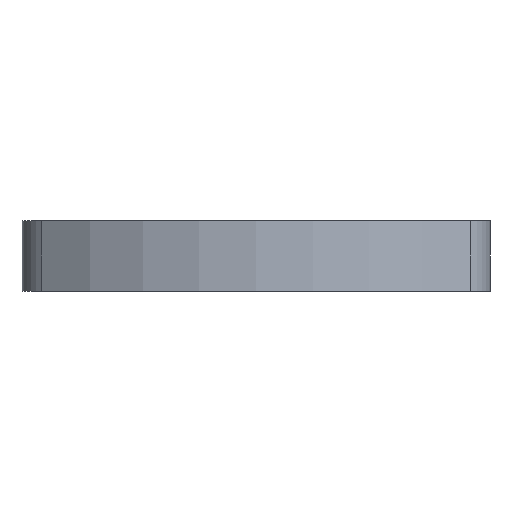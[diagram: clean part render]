
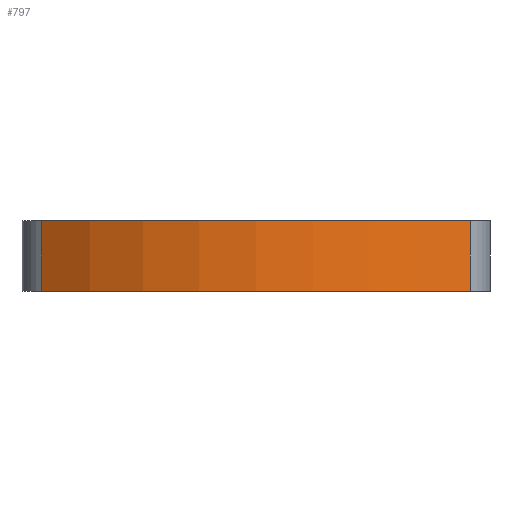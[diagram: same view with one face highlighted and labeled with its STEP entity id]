
A CAD part, front view. The second image highlights one B-rep face of the part: STEP entity #797.
In plain terms, the highlighted cylindrical face has radius 70 mm (diameter 140 mm), a partial arc.
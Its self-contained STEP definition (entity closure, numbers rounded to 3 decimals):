
#14 = ORIENTED_EDGE ( 'NONE', *, *, #204, .T. ) ;
#22 = CARTESIAN_POINT ( 'NONE',  ( 42.615, -27.534, 14. ) ) ;
#48 = EDGE_CURVE ( 'NONE', #733, #809, #397, .T. ) ;
#61 = VERTEX_POINT ( 'NONE', #487 ) ;
#67 = CARTESIAN_POINT ( 'NONE',  ( 0., 28., 0. ) ) ;
#114 = LINE ( 'NONE', #22, #505 ) ;
#176 = CARTESIAN_POINT ( 'NONE',  ( 0., 28., 14. ) ) ;
#204 = EDGE_CURVE ( 'NONE', #733, #737, #283, .T. ) ;
#251 = EDGE_CURVE ( 'NONE', #809, #61, #114, .T. ) ;
#278 = ORIENTED_EDGE ( 'NONE', *, *, #251, .F. ) ;
#283 = LINE ( 'NONE', #1071, #839 ) ;
#307 = DIRECTION ( 'NONE',  ( -1., 0., 0. ) ) ;
#335 = CIRCLE ( 'NONE', #686, 70. ) ;
#374 = DIRECTION ( 'NONE',  ( 0., 0., -1. ) ) ;
#397 = CIRCLE ( 'NONE', #933, 70. ) ;
#436 = ORIENTED_EDGE ( 'NONE', *, *, #952, .T. ) ;
#470 = CARTESIAN_POINT ( 'NONE',  ( 0., 28., 14. ) ) ;
#487 = CARTESIAN_POINT ( 'NONE',  ( 42.615, -27.534, 0. ) ) ;
#500 = DIRECTION ( 'NONE',  ( 1., 0., 0. ) ) ;
#504 = DIRECTION ( 'NONE',  ( 0., 0., 1. ) ) ;
#505 = VECTOR ( 'NONE', #374, 1000. ) ;
#516 = DIRECTION ( 'NONE',  ( 1., 0., 0. ) ) ;
#532 = CARTESIAN_POINT ( 'NONE',  ( -42.615, -27.534, 0. ) ) ;
#574 = CARTESIAN_POINT ( 'NONE',  ( 42.615, -27.534, 14. ) ) ;
#680 = DIRECTION ( 'NONE',  ( 0., 0., 1. ) ) ;
#686 = AXIS2_PLACEMENT_3D ( 'NONE', #67, #504, #516 ) ;
#733 = VERTEX_POINT ( 'NONE', #884 ) ;
#737 = VERTEX_POINT ( 'NONE', #532 ) ;
#797 = ADVANCED_FACE ( 'NONE', ( #1027 ), #909, .T. ) ;
#809 = VERTEX_POINT ( 'NONE', #574 ) ;
#839 = VECTOR ( 'NONE', #1082, 1000. ) ;
#872 = EDGE_LOOP ( 'NONE', ( #436, #278, #930, #14 ) ) ;
#884 = CARTESIAN_POINT ( 'NONE',  ( -42.615, -27.534, 14. ) ) ;
#909 = CYLINDRICAL_SURFACE ( 'NONE', #1055, 70. ) ;
#930 = ORIENTED_EDGE ( 'NONE', *, *, #48, .F. ) ;
#933 = AXIS2_PLACEMENT_3D ( 'NONE', #176, #680, #500 ) ;
#936 = DIRECTION ( 'NONE',  ( 0., 0., -1. ) ) ;
#952 = EDGE_CURVE ( 'NONE', #737, #61, #335, .T. ) ;
#1027 = FACE_OUTER_BOUND ( 'NONE', #872, .T. ) ;
#1055 = AXIS2_PLACEMENT_3D ( 'NONE', #470, #936, #307 ) ;
#1071 = CARTESIAN_POINT ( 'NONE',  ( -42.615, -27.534, 14. ) ) ;
#1082 = DIRECTION ( 'NONE',  ( 0., 0., -1. ) ) ;
